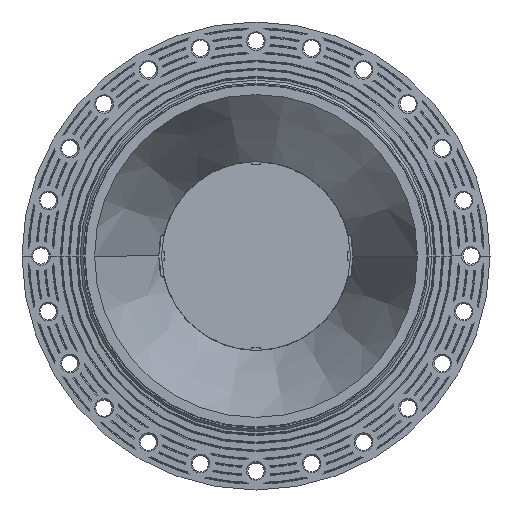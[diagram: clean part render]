
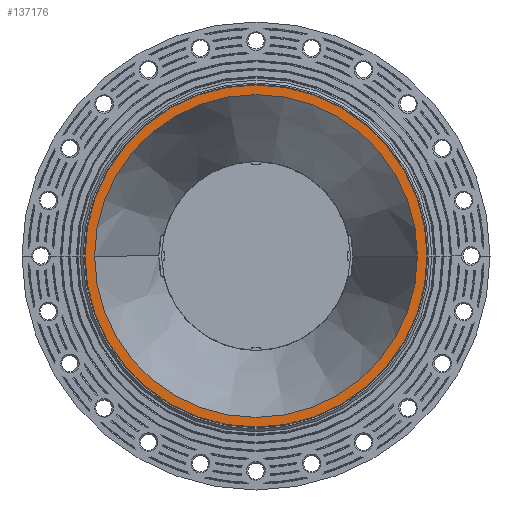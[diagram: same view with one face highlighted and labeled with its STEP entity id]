
A CAD part, front view. The second image highlights one B-rep face of the part: STEP entity #137176.
In plain terms, the highlighted planar face has unit normal (0, -1, 0).
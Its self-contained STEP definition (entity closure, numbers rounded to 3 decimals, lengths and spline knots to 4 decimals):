
#133 = AXIS2_PLACEMENT_3D ( 'NONE', #115273, #115276, #115279 ) ;
#14987 = CARTESIAN_POINT ( 'NONE',  ( 0., 0., 0. ) ) ;
#14988 = DIRECTION ( 'NONE',  ( 0., -1., 0. ) ) ;
#14989 = DIRECTION ( 'NONE',  ( -1., 0., 0. ) ) ;
#14998 = CARTESIAN_POINT ( 'NONE',  ( 0., 0., 0. ) ) ;
#14999 = DIRECTION ( 'NONE',  ( 0., -1., 0. ) ) ;
#15000 = DIRECTION ( 'NONE',  ( -1., 0., 0. ) ) ;
#16072 = CIRCLE ( 'NONE', #20580, 2.5039 ) ;
#16083 = CIRCLE ( 'NONE', #20582, 2.3622 ) ;
#16188 = CIRCLE ( 'NONE', #20634, 2.3622 ) ;
#16237 = CIRCLE ( 'NONE', #133, 2.5039 ) ;
#20580 = AXIS2_PLACEMENT_3D ( 'NONE', #14987, #14988, #14989 ) ;
#20582 = AXIS2_PLACEMENT_3D ( 'NONE', #14998, #14999, #15000 ) ;
#20634 = AXIS2_PLACEMENT_3D ( 'NONE', #114347, #114350, #114352 ) ;
#50513 = EDGE_CURVE ( 'NONE', #142630, #142632, #16072, .T. ) ;
#50521 = EDGE_CURVE ( 'NONE', #142644, #142648, #16083, .T. ) ;
#50886 = EDGE_CURVE ( 'NONE', #142648, #142644, #16188, .T. ) ;
#51004 = EDGE_CURVE ( 'NONE', #142632, #142630, #16237, .T. ) ;
#56327 = ORIENTED_EDGE ( 'NONE', *, *, #50513, .T. ) ;
#56329 = ORIENTED_EDGE ( 'NONE', *, *, #51004, .T. ) ;
#56330 = ORIENTED_EDGE ( 'NONE', *, *, #50886, .F. ) ;
#56332 = ORIENTED_EDGE ( 'NONE', *, *, #50521, .F. ) ;
#62193 = EDGE_LOOP ( 'NONE', ( #56330, #56332 ) ) ;
#62196 = EDGE_LOOP ( 'NONE', ( #56327, #56329 ) ) ;
#64706 = CARTESIAN_POINT ( 'NONE',  ( 0., 0., -2.3622 ) ) ;
#64713 = PLANE ( 'NONE',  #130871 ) ;
#64714 = DIRECTION ( 'NONE',  ( 0., -1., 0. ) ) ;
#64716 = DIRECTION ( 'NONE',  ( -1., 0., 0. ) ) ;
#100510 = FACE_OUTER_BOUND ( 'NONE', #62196, .T. ) ;
#100518 = FACE_BOUND ( 'NONE', #62193, .T. ) ;
#114347 = CARTESIAN_POINT ( 'NONE',  ( 0., 0., 0. ) ) ;
#114350 = DIRECTION ( 'NONE',  ( 0., -1., 0. ) ) ;
#114352 = DIRECTION ( 'NONE',  ( -1., 0., 0. ) ) ;
#115273 = CARTESIAN_POINT ( 'NONE',  ( 0., 0., 0. ) ) ;
#115276 = DIRECTION ( 'NONE',  ( 0., -1., 0. ) ) ;
#115279 = DIRECTION ( 'NONE',  ( -1., 0., 0. ) ) ;
#123631 = CARTESIAN_POINT ( 'NONE',  ( -2.5039, 0., 0. ) ) ;
#123643 = CARTESIAN_POINT ( 'NONE',  ( 2.5039, 0., 0. ) ) ;
#123650 = CARTESIAN_POINT ( 'NONE',  ( 2.3622, 0., 0. ) ) ;
#123661 = CARTESIAN_POINT ( 'NONE',  ( -2.3622, 0., 0. ) ) ;
#130871 = AXIS2_PLACEMENT_3D ( 'NONE', #64706, #64714, #64716 ) ;
#137176 = ADVANCED_FACE ( 'NONE', ( #100510, #100518 ), #64713, .T. ) ;
#142630 = VERTEX_POINT ( 'NONE', #123631 ) ;
#142632 = VERTEX_POINT ( 'NONE', #123643 ) ;
#142644 = VERTEX_POINT ( 'NONE', #123650 ) ;
#142648 = VERTEX_POINT ( 'NONE', #123661 ) ;
